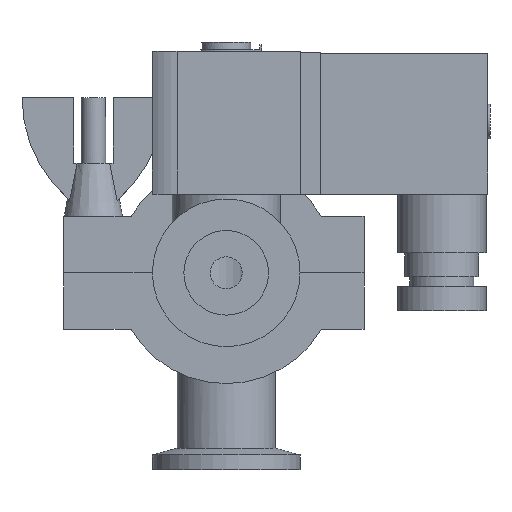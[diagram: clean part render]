
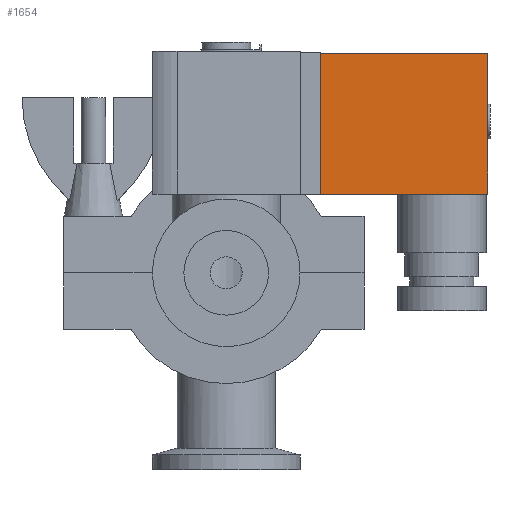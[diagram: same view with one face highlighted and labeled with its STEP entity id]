
A CAD part, front view. The second image highlights one B-rep face of the part: STEP entity #1654.
In plain terms, the highlighted planar face has unit normal (0, -1, 0).
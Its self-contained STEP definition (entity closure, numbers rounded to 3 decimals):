
#1558=CARTESIAN_POINT('',(53.1,-80.4,44.6));
#1559=VERTEX_POINT('',#1558);
#1576=CARTESIAN_POINT('',(19.1,-80.4,44.6));
#1577=VERTEX_POINT('',#1576);
#1584=CARTESIAN_POINT('',(19.1,-80.4,44.6));
#1585=DIRECTION('',(1.0,0.0,0.0));
#1586=VECTOR('',#1585,34.);
#1587=LINE('',#1584,#1586);
#1588=EDGE_CURVE('',#1577,#1559,#1587,.T.);
#1624=CARTESIAN_POINT('',(19.1,-80.4,16.));
#1625=DIRECTION('',(0.0,-1.0,0.0));
#1626=DIRECTION('',(0.0,0.0,-1.0));
#1627=AXIS2_PLACEMENT_3D('',#1624,#1625,#1626);
#1628=PLANE('',#1627);
#1629=CARTESIAN_POINT('',(53.1,-80.4,16.));
#1630=VERTEX_POINT('',#1629);
#1631=CARTESIAN_POINT('',(53.1,-80.4,16.));
#1632=DIRECTION('',(0.0,0.0,1.0));
#1633=VECTOR('',#1632,28.6);
#1634=LINE('',#1631,#1633);
#1635=EDGE_CURVE('',#1630,#1559,#1634,.T.);
#1636=ORIENTED_EDGE('',*,*,#1635,.T.);
#1637=ORIENTED_EDGE('',*,*,#1588,.F.);
#1638=CARTESIAN_POINT('',(19.1,-80.4,16.));
#1639=VERTEX_POINT('',#1638);
#1640=CARTESIAN_POINT('',(19.1,-80.4,16.));
#1641=DIRECTION('',(0.0,0.0,1.0));
#1642=VECTOR('',#1641,28.6);
#1643=LINE('',#1640,#1642);
#1644=EDGE_CURVE('',#1639,#1577,#1643,.T.);
#1645=ORIENTED_EDGE('',*,*,#1644,.F.);
#1646=CARTESIAN_POINT('',(19.1,-80.4,16.));
#1647=DIRECTION('',(1.0,0.0,0.0));
#1648=VECTOR('',#1647,34.);
#1649=LINE('',#1646,#1648);
#1650=EDGE_CURVE('',#1639,#1630,#1649,.T.);
#1651=ORIENTED_EDGE('',*,*,#1650,.T.);
#1652=EDGE_LOOP('',(#1636,#1637,#1645,#1651));
#1653=FACE_OUTER_BOUND('',#1652,.T.);
#1654=ADVANCED_FACE('',(#1653),#1628,.T.);
